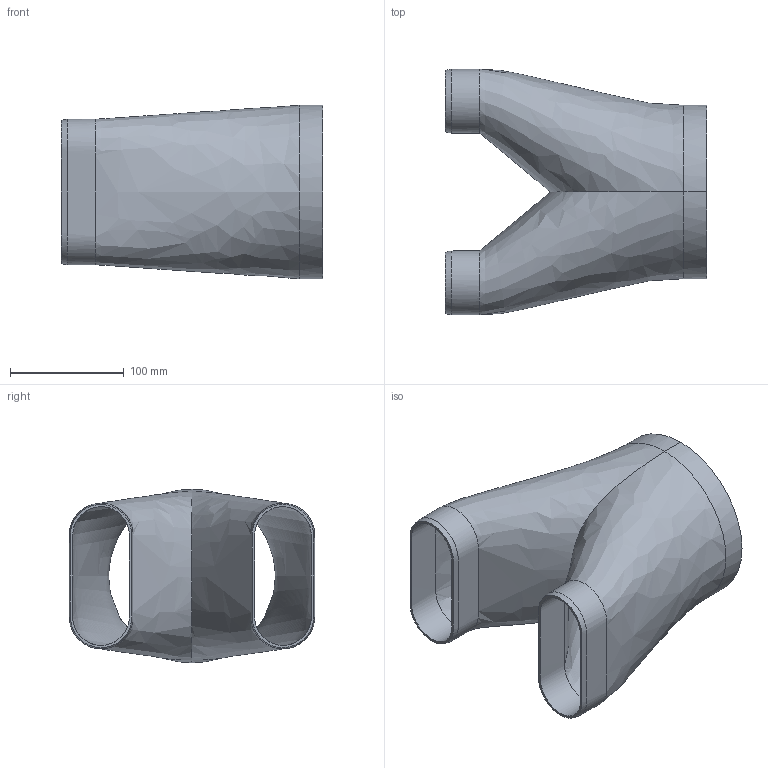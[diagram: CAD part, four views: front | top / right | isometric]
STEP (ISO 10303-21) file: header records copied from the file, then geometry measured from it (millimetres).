
FILE_DESCRIPTION(/* description */ ('','CAx-IF Rec.Pracs.---Representation and Presentation of Product Manufacturing Information (PMI)---4.0---2014-10-13'),/* implementation_level */ '2;1');
FILE_NAME(/* name */ 'MK3_EU_Cyclone-Y-inlet-6inch_REV0.stp',/* time_stamp */ '2025-09-06T10:36:27+02:00',/* author */ ('Capturing Dust'),/* organization */ ('Makerr.Studio'),/* preprocessor_version */ 'ST-DEVELOPER v18.1',/* originating_system */ 'Autodesk Inventor 2021',/* authorisation */ '');
FILE_SCHEMA (('AP242_MANAGED_MODEL_BASED_3D_ENGINEERING_MIM_LF { 1 0 10303 442 1 1 4 }'));
Length unit declared in the file: millimetre
Products named in the file (1): MK3_EU_Cyclone-Y-inlet-6inch_REV0
Bounding box: 230 x 216.1 x 152.7 mm (x, y, z)
Volume: 546408.7 mm3; surface area: 280918.3 mm2
Topology: 2 solids, 2 shells, 22 faces, 68 edges, 48 vertices
Faces by surface type: bspline 14, plane 6, cylinder 2
Entity records: 17068 total; most frequent: CARTESIAN_POINT 16491, ORIENTED_EDGE 136, EDGE_CURVE 68, DIRECTION 58, VERTEX_POINT 48, B_SPLINE_CURVE_WITH_KNOTS 38, EDGE_LOOP 24, STYLED_ITEM 22
